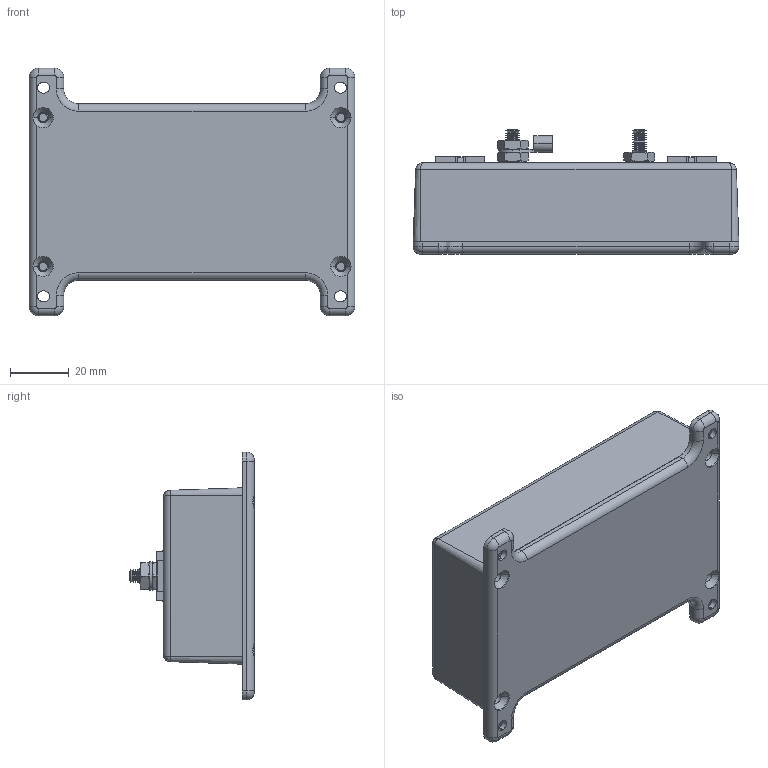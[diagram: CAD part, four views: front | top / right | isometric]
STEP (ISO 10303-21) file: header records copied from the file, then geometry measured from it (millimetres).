
FILE_DESCRIPTION (( 'STEP AP214' ), '1' );
FILE_NAME ('PI-1C5E-AFB-LP-4848.STEP', '2020-05-14T13:27:59', ( '' ), ( '' ), 'SwSTEP 2.0', 'SolidWorks 2018', '' );
FILE_SCHEMA (( 'AUTOMOTIVE_DESIGN' ));
Length unit declared in the file: inch
Products named in the file (9): X557969-1; XF377-01; XF471-01_with text; XFN-0003; XMH-0016; XFW-0002; XCT-0005; X-JACK2_5-01; PI-1C5E-AFB-LP-4848
Assembly tree (13 placements, depth 2):
  PI-1C5E-AFB-LP-4848
    XF377-01
    XF471-01_with text
    X557969-1  x2
    X-JACK2_5-01
    XCT-0005
    XFN-0003  x3
    XFW-0002  x2
    XMH-0016  x2
Bounding box: 111.15 x 42.39 x 84.58 mm (x, y, z)
Volume: 47841.2 mm3; surface area: 57593.5 mm2
Topology: 13 solids, 13 shells, 1990 faces, 5224 edges, 3341 vertices
Faces by surface type: plane 1243, cone 334, cylinder 264, bspline 123, torus 26
Entity records: 64903 total; most frequent: CARTESIAN_POINT 18077, ORIENTED_EDGE 7460, DIRECTION 6666, EDGE_CURVE 3730, VECTOR 2766, LINE 2766, VERTEX_POINT 2405, AXIS2_PLACEMENT_3D 1950
